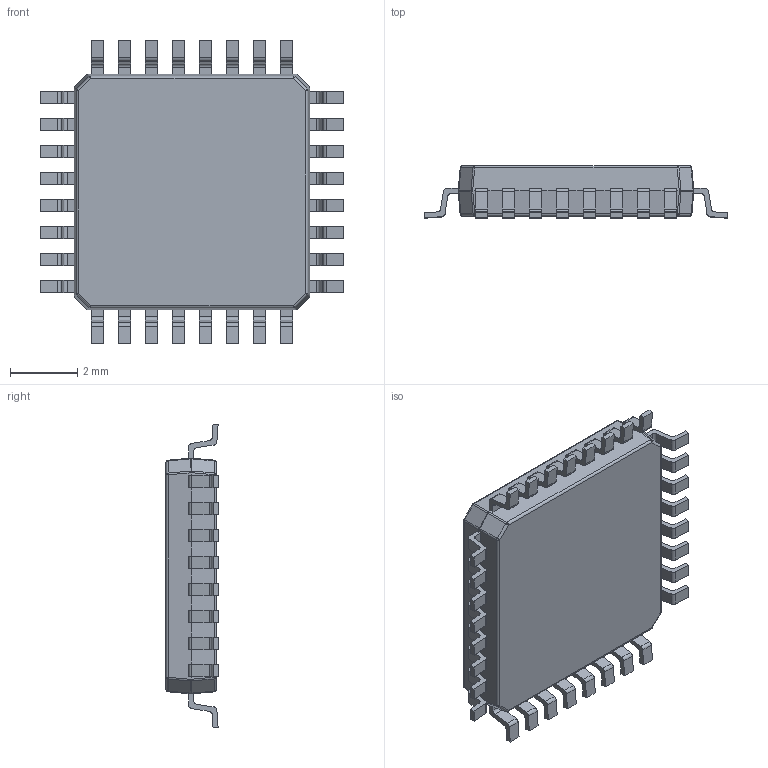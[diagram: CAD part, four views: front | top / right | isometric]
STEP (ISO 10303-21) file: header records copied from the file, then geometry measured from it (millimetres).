
FILE_DESCRIPTION (( 'STEP AP214' ), '1' );
FILE_NAME ('LQFP-32-7x7.STEP', '2016-01-19T23:22:17', ( '' ), ( '' ), 'SwSTEP 2.0', 'SolidWorks 2015', '' );
FILE_SCHEMA (( 'AUTOMOTIVE_DESIGN' ));
Length unit declared in the file: millimetre
Products named in the file (1): LQFP-32-7x7
Bounding box: 9.02 x 1.55 x 9.02 mm (x, y, z)
Volume: 74.4 mm3; surface area: 184.7 mm2
Topology: 1 solids, 1 shells, 517 faces, 1478 edges, 948 vertices
Faces by surface type: plane 307, cylinder 178, sphere 32
Entity records: 21275 total; most frequent: CARTESIAN_POINT 2976, ORIENTED_EDGE 2924, DIRECTION 2838, EDGE_CURVE 1462, LINE 1090, VECTOR 1090, VERTEX_POINT 948, AXIS2_PLACEMENT_3D 874
